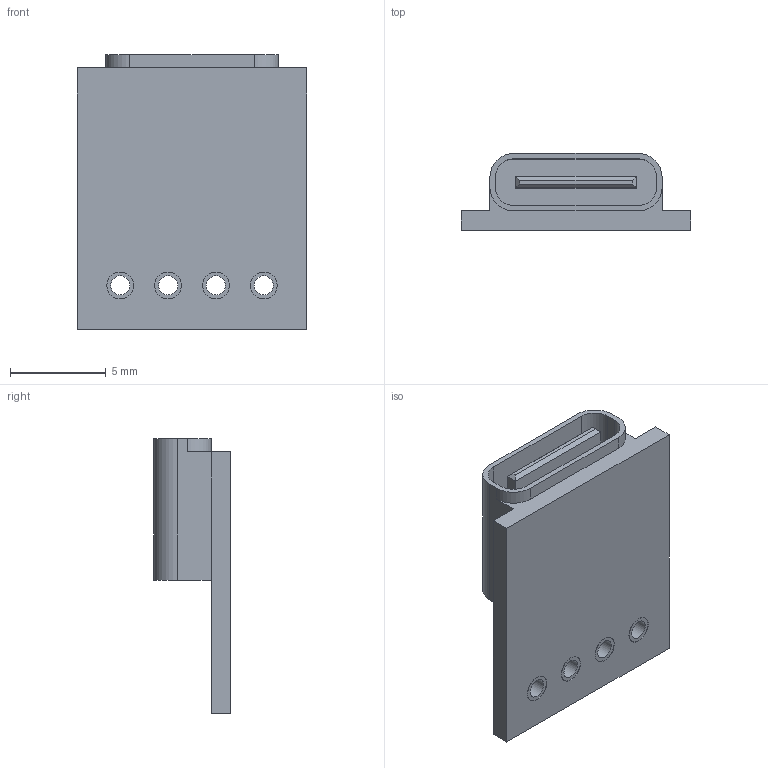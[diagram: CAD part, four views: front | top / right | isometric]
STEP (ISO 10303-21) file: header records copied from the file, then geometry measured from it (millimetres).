
FILE_DESCRIPTION(/* description */ (''),/* implementation_level */ '2;1');
FILE_NAME(/* name */ 'USB-C connector.step',/* time_stamp */ '2024-06-17T21:34:56-04:00',/* author */ (''),/* organization */ (''),/* preprocessor_version */ 'ST-DEVELOPER v20',/* originating_system */ 'Autodesk Translation Framework v12.20.1.177',/* authorisation */ '');
FILE_SCHEMA (('AUTOMOTIVE_DESIGN { 1 0 10303 214 3 1 1 }'));
Length unit declared in the file: millimetre
Products named in the file (1): USB-C connector
Bounding box: 12 x 4 x 14.36 mm (x, y, z)
Volume: 268.3 mm3; surface area: 668.6 mm2
Topology: 1 solids, 1 shells, 127 faces, 314 edges, 208 vertices
Faces by surface type: plane 83, bspline 24, cylinder 20
Full cylindrical faces by diameter (mm): 1 x4, 1.4 x8
Entity records: 5338 total; most frequent: CARTESIAN_POINT 2242, ORIENTED_EDGE 628, DIRECTION 514, EDGE_CURVE 314, LINE 226, VECTOR 226, VERTEX_POINT 208, EDGE_LOOP 154
